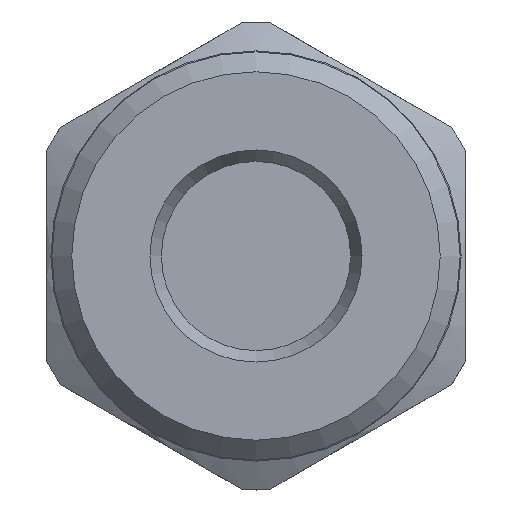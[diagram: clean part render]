
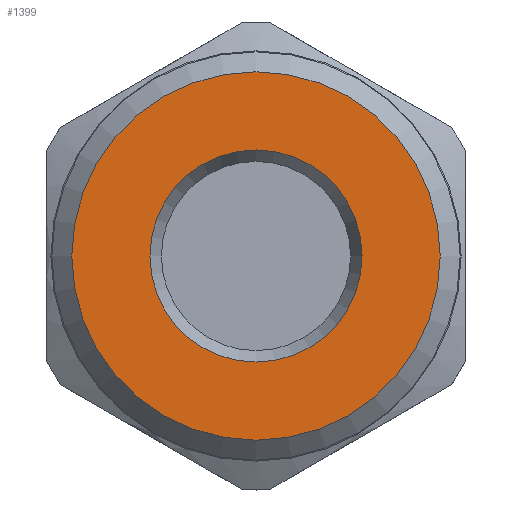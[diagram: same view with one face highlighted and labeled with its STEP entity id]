
A CAD part, left-side view. The second image highlights one B-rep face of the part: STEP entity #1399.
In plain terms, the highlighted planar face has unit normal (-1, 0, 0).
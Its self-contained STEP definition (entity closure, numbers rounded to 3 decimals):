
#114=PLANE('',#1531);
#174=CIRCLE('',#1532,18.5);
#175=CIRCLE('',#1533,10.65);
#409=ORIENTED_EDGE('',*,*,#537,.T.);
#410=ORIENTED_EDGE('',*,*,#538,.T.);
#537=EDGE_CURVE('',#626,#626,#174,.F.);
#538=EDGE_CURVE('',#627,#627,#175,.T.);
#626=VERTEX_POINT('',#2311);
#627=VERTEX_POINT('',#2313);
#746=EDGE_LOOP('',(#409));
#747=EDGE_LOOP('',(#410));
#840=FACE_BOUND('',#746,.T.);
#841=FACE_BOUND('',#747,.T.);
#1399=ADVANCED_FACE('',(#840,#841),#114,.F.);
#1531=AXIS2_PLACEMENT_3D('',#2309,#1803,#1804);
#1532=AXIS2_PLACEMENT_3D('',#2310,#1805,#1806);
#1533=AXIS2_PLACEMENT_3D('',#2312,#1807,#1808);
#1803=DIRECTION('',(1.,0.,0.));
#1804=DIRECTION('',(0.,-0.5,0.866));
#1805=DIRECTION('',(1.,0.,0.));
#1806=DIRECTION('',(0.,-0.5,0.866));
#1807=DIRECTION('',(1.,0.,0.));
#1808=DIRECTION('',(0.,0.5,-0.866));
#2309=CARTESIAN_POINT('',(-77.5,0.,0.));
#2310=CARTESIAN_POINT('',(-77.5,0.,0.));
#2311=CARTESIAN_POINT('',(-77.5,-9.25,16.021));
#2312=CARTESIAN_POINT('',(-77.5,0.,0.));
#2313=CARTESIAN_POINT('',(-77.5,5.325,-9.223));
